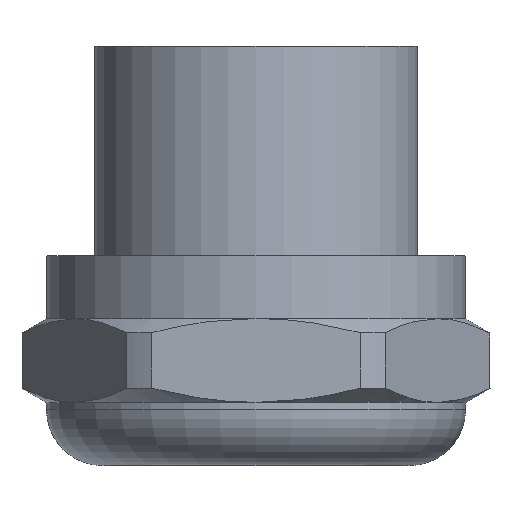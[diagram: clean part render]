
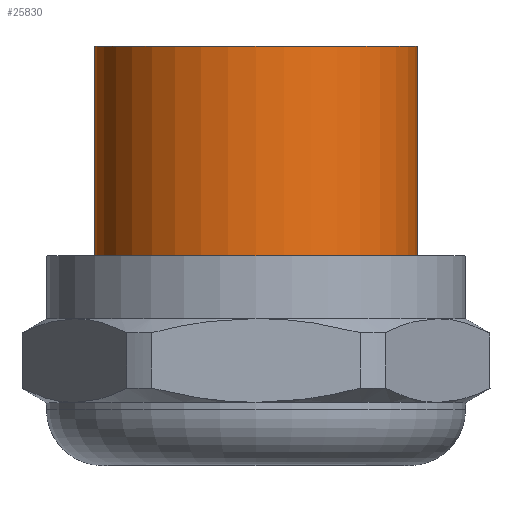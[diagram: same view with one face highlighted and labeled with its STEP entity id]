
A CAD part, top view. The second image highlights one B-rep face of the part: STEP entity #25830.
In plain terms, the highlighted cylindrical face has radius 11.55 mm (diameter 23.1 mm), a partial arc.
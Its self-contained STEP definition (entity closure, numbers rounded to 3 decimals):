
#21790=CARTESIAN_POINT('',(0.,0.,4.));
#21800=DIRECTION('',(0.,0.,-1.));
#21810=DIRECTION('',(-1.,0.,0.));
#21820=AXIS2_PLACEMENT_3D('',#21790,#21800,#21810);
#21830=CIRCLE('',#21820,11.55);
#21860=CARTESIAN_POINT('',(-11.55,0.,4.));
#21870=VERTEX_POINT('',#21860);
#21900=CARTESIAN_POINT('',(11.55,0.,4.));
#21910=VERTEX_POINT('',#21900);
#21920=EDGE_CURVE('',#21870,#21910,#21830,.T.);
#22170=CARTESIAN_POINT('',(11.55,0.,-6.));
#22180=DIRECTION('',(0.,0.,-1.));
#22190=VECTOR('',#22180,1.);
#22200=LINE('',#22170,#22190);
#22210=CARTESIAN_POINT('',(11.55,0.,-15.));
#22220=VERTEX_POINT('',#22210);
#22230=EDGE_CURVE('',#21910,#22220,#22200,.T.);
#22250=CARTESIAN_POINT('',(0.,0.,-15.));
#22260=DIRECTION('',(0.,0.,-1.));
#22270=DIRECTION('',(-1.,0.,0.));
#22280=AXIS2_PLACEMENT_3D('',#22250,#22260,#22270);
#22290=CIRCLE('',#22280,11.55);
#22340=CARTESIAN_POINT('',(-11.55,0.,-15.));
#22350=VERTEX_POINT('',#22340);
#22380=CARTESIAN_POINT('',(-11.55,0.,-6.));
#22390=DIRECTION('',(0.,0.,-1.));
#22400=VECTOR('',#22390,1.);
#22410=LINE('',#22380,#22400);
#22420=EDGE_CURVE('',#21870,#22350,#22410,.T.);
#22610=EDGE_CURVE('',#22350,#22220,#22290,.T.);
#25720=CARTESIAN_POINT('',(0.,0.,-6.));
#25730=DIRECTION('',(0.,0.,-1.));
#25740=DIRECTION('',(-1.,0.,0.));
#25750=AXIS2_PLACEMENT_3D('',#25720,#25730,#25740);
#25760=CYLINDRICAL_SURFACE('',#25750,11.55);
#25770=ORIENTED_EDGE('',*,*,#22610,.F.);
#25780=ORIENTED_EDGE('',*,*,#22230,.T.);
#25790=ORIENTED_EDGE('',*,*,#21920,.T.);
#25800=ORIENTED_EDGE('',*,*,#22420,.F.);
#25810=EDGE_LOOP('',(#25800,#25790,#25780,#25770));
#25820=FACE_OUTER_BOUND('',#25810,.T.);
#25830=ADVANCED_FACE('',(#25820),#25760,.T.);
